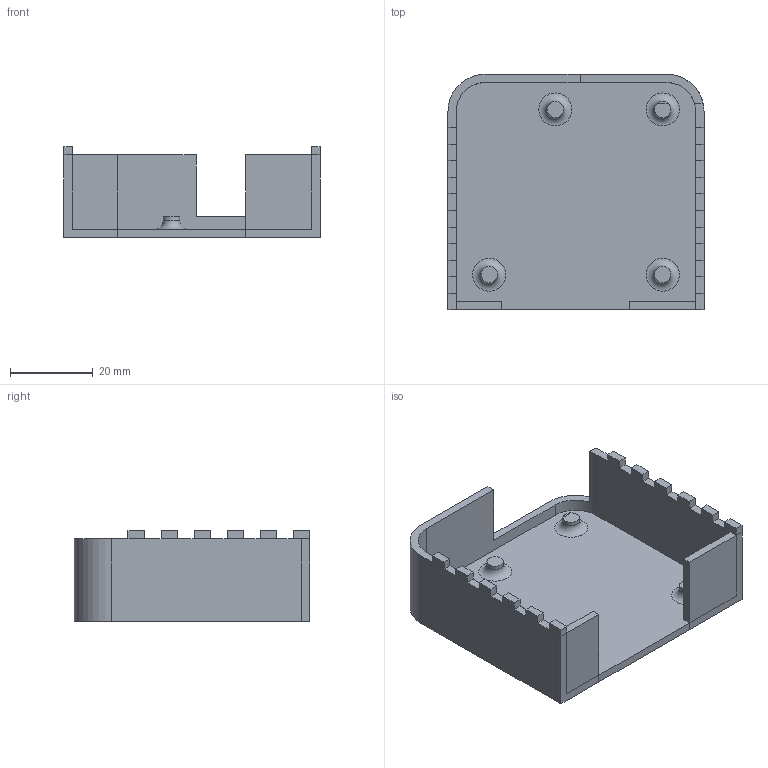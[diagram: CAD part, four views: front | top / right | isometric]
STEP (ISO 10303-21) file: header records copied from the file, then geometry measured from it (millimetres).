
FILE_DESCRIPTION(('FreeCAD Model'),'2;1');
FILE_NAME('body.step','2019-11-14T10:57:41',('Author'),(''), 'Open CASCADE STEP processor 7.3','FreeCAD','Unknown');
FILE_SCHEMA(('AUTOMOTIVE_DESIGN { 1 0 10303 214 1 1 1 1 }'));
Length unit declared in the file: millimetre
Products named in the file (1): Body
Bounding box: 62 x 57 x 22 mm (x, y, z)
Volume: 13364.3 mm3; surface area: 13965.2 mm2
Topology: 1 solids, 1 shells, 125 faces, 289 edges, 170 vertices
Faces by surface type: plane 113, cylinder 8, torus 4
Full cylindrical faces by diameter (mm): 4 x4
Entity records: 7200 total; most frequent: CARTESIAN_POINT 1193, DIRECTION 1142, LINE 819, VECTOR 819, ORIENTED_EDGE 578, PCURVE 578, DEFINITIONAL_REPRESENTATION 578, EDGE_CURVE 289
